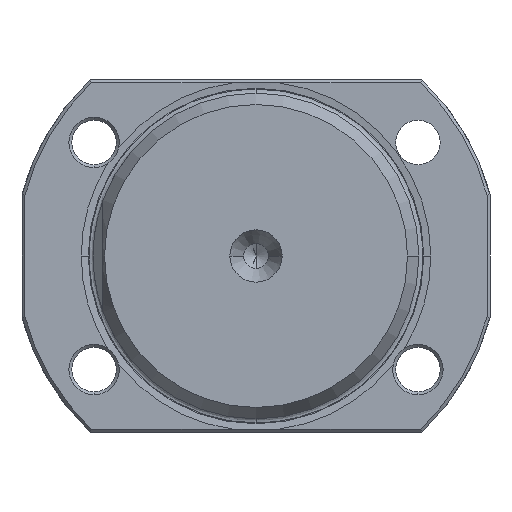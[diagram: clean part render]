
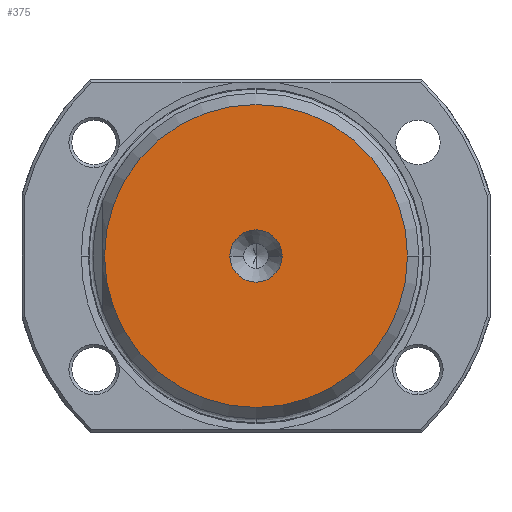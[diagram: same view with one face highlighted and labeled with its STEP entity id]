
A CAD part, left-side view. The second image highlights one B-rep face of the part: STEP entity #375.
In plain terms, the highlighted planar face has unit normal (-1, 0, 0).
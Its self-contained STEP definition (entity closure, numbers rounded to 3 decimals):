
#252 = DIRECTION ( 'NONE',  ( 0., 1., 0. ) ) ;
#375 = ADVANCED_FACE ( 'NONE', ( #3888, #4902 ), #6391, .F. ) ;
#622 = VERTEX_POINT ( 'NONE', #4094 ) ;
#649 = CIRCLE ( 'NONE', #1393, 2.65 ) ;
#713 = DIRECTION ( 'NONE',  ( -1., 0., 0. ) ) ;
#737 = EDGE_LOOP ( 'NONE', ( #6597, #1757 ) ) ;
#1028 = VERTEX_POINT ( 'NONE', #1550 ) ;
#1139 = CIRCLE ( 'NONE', #2427, 15.345 ) ;
#1152 = CIRCLE ( 'NONE', #2125, 2.65 ) ;
#1246 = ORIENTED_EDGE ( 'NONE', *, *, #4654, .F. ) ;
#1299 = DIRECTION ( 'NONE',  ( 1., 0., 0. ) ) ;
#1385 = DIRECTION ( 'NONE',  ( -1., 0., 0. ) ) ;
#1393 = AXIS2_PLACEMENT_3D ( 'NONE', #6583, #1385, #3001 ) ;
#1405 = CARTESIAN_POINT ( 'NONE',  ( 0., 0., 0. ) ) ;
#1550 = CARTESIAN_POINT ( 'NONE',  ( 0., -2.65, 0. ) ) ;
#1587 = EDGE_CURVE ( 'NONE', #2989, #622, #4085, .T. ) ;
#1757 = ORIENTED_EDGE ( 'NONE', *, *, #2291, .F. ) ;
#1761 = DIRECTION ( 'NONE',  ( 0., -1., 0. ) ) ;
#2043 = AXIS2_PLACEMENT_3D ( 'NONE', #2813, #4938, #252 ) ;
#2125 = AXIS2_PLACEMENT_3D ( 'NONE', #2733, #713, #1761 ) ;
#2291 = EDGE_CURVE ( 'NONE', #4351, #1028, #649, .T. ) ;
#2380 = EDGE_LOOP ( 'NONE', ( #4846, #1246 ) ) ;
#2427 = AXIS2_PLACEMENT_3D ( 'NONE', #1405, #3483, #6530 ) ;
#2733 = CARTESIAN_POINT ( 'NONE',  ( 0., 0., 0. ) ) ;
#2813 = CARTESIAN_POINT ( 'NONE',  ( 0., 0., 0. ) ) ;
#2989 = VERTEX_POINT ( 'NONE', #4059 ) ;
#3001 = DIRECTION ( 'NONE',  ( 0., -1., 0. ) ) ;
#3483 = DIRECTION ( 'NONE',  ( 1., 0., 0. ) ) ;
#3489 = CARTESIAN_POINT ( 'NONE',  ( 0., 2.65, 0. ) ) ;
#3821 = CARTESIAN_POINT ( 'NONE',  ( 0., 0., 0. ) ) ;
#3888 = FACE_BOUND ( 'NONE', #737, .T. ) ;
#4059 = CARTESIAN_POINT ( 'NONE',  ( 0., 15.345, 0. ) ) ;
#4085 = CIRCLE ( 'NONE', #2043, 15.345 ) ;
#4094 = CARTESIAN_POINT ( 'NONE',  ( 0., -15.345, 0. ) ) ;
#4351 = VERTEX_POINT ( 'NONE', #3489 ) ;
#4654 = EDGE_CURVE ( 'NONE', #622, #2989, #1139, .T. ) ;
#4836 = AXIS2_PLACEMENT_3D ( 'NONE', #3821, #1299, #5882 ) ;
#4846 = ORIENTED_EDGE ( 'NONE', *, *, #1587, .F. ) ;
#4902 = FACE_OUTER_BOUND ( 'NONE', #2380, .T. ) ;
#4938 = DIRECTION ( 'NONE',  ( 1., 0., 0. ) ) ;
#5836 = EDGE_CURVE ( 'NONE', #1028, #4351, #1152, .T. ) ;
#5882 = DIRECTION ( 'NONE',  ( 0., 0., -1. ) ) ;
#6391 = PLANE ( 'NONE',  #4836 ) ;
#6530 = DIRECTION ( 'NONE',  ( 0., 1., 0. ) ) ;
#6583 = CARTESIAN_POINT ( 'NONE',  ( 0., 0., 0. ) ) ;
#6597 = ORIENTED_EDGE ( 'NONE', *, *, #5836, .F. ) ;
